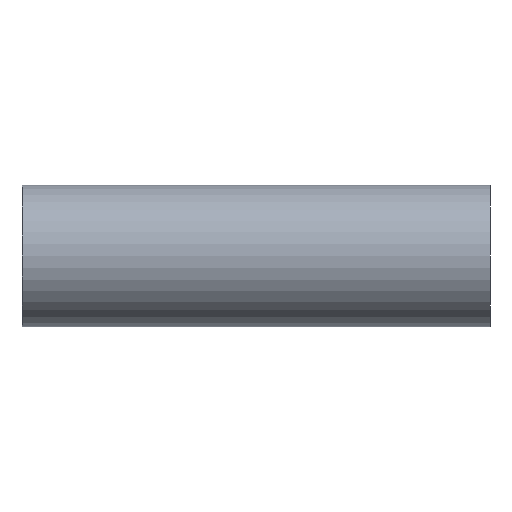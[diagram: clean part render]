
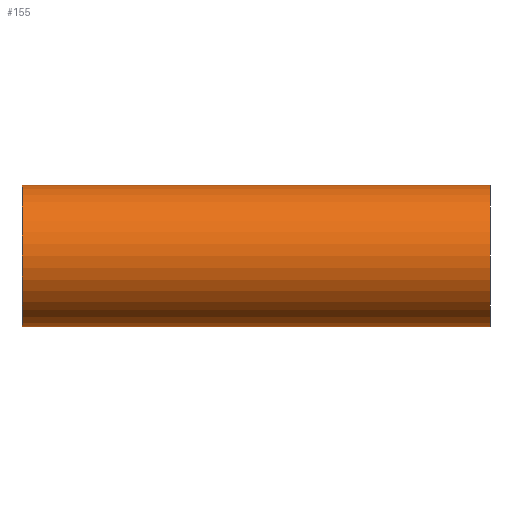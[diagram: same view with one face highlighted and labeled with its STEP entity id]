
A CAD part, left-side view. The second image highlights one B-rep face of the part: STEP entity #155.
In plain terms, the highlighted cylindrical face has radius 62.5 mm (diameter 125 mm), a partial arc.
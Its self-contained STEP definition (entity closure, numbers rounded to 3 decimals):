
#3 = VERTEX_POINT ( 'NONE', #277 ) ;
#9 = ORIENTED_EDGE ( 'NONE', *, *, #92, .F. ) ;
#10 = DIRECTION ( 'NONE',  ( 0., -1., 0. ) ) ;
#14 = VECTOR ( 'NONE', #212, 1000. ) ;
#16 = LINE ( 'NONE', #60, #281 ) ;
#36 = CYLINDRICAL_SURFACE ( 'NONE', #386, 62.5 ) ;
#40 = CIRCLE ( 'NONE', #318, 62.5 ) ;
#46 = VERTEX_POINT ( 'NONE', #462 ) ;
#56 = DIRECTION ( 'NONE',  ( 0., 0., 1. ) ) ;
#60 = CARTESIAN_POINT ( 'NONE',  ( 0., 412., 62.5 ) ) ;
#61 = ORIENTED_EDGE ( 'NONE', *, *, #344, .T. ) ;
#80 = EDGE_CURVE ( 'NONE', #194, #162, #16, .T. ) ;
#82 = ORIENTED_EDGE ( 'NONE', *, *, #412, .F. ) ;
#92 = EDGE_CURVE ( 'NONE', #138, #194, #40, .T. ) ;
#138 = VERTEX_POINT ( 'NONE', #375 ) ;
#142 = VERTEX_POINT ( 'NONE', #263 ) ;
#155 = ADVANCED_FACE ( 'NONE', ( #331 ), #36, .T. ) ;
#162 = VERTEX_POINT ( 'NONE', #338 ) ;
#164 = CARTESIAN_POINT ( 'NONE',  ( 0., 412., 62.5 ) ) ;
#165 = DIRECTION ( 'NONE',  ( 0., -1., 0. ) ) ;
#180 = AXIS2_PLACEMENT_3D ( 'NONE', #271, #415, #234 ) ;
#189 = CARTESIAN_POINT ( 'NONE',  ( 0., 412., 0. ) ) ;
#194 = VERTEX_POINT ( 'NONE', #222 ) ;
#202 = CARTESIAN_POINT ( 'NONE',  ( 0., 412., -62.5 ) ) ;
#212 = DIRECTION ( 'NONE',  ( 0., -1., 0. ) ) ;
#216 = DIRECTION ( 'NONE',  ( 0., 1., 0. ) ) ;
#222 = CARTESIAN_POINT ( 'NONE',  ( 0., 412., 62.5 ) ) ;
#234 = DIRECTION ( 'NONE',  ( 0., 0., 1. ) ) ;
#236 = VECTOR ( 'NONE', #316, 1000. ) ;
#245 = CARTESIAN_POINT ( 'NONE',  ( 0., 412., -62.5 ) ) ;
#263 = CARTESIAN_POINT ( 'NONE',  ( 0., 0., 62.5 ) ) ;
#271 = CARTESIAN_POINT ( 'NONE',  ( 0., 0., 0. ) ) ;
#274 = LINE ( 'NONE', #245, #236 ) ;
#277 = CARTESIAN_POINT ( 'NONE',  ( 0., 0., -62.5 ) ) ;
#278 = LINE ( 'NONE', #164, #14 ) ;
#281 = VECTOR ( 'NONE', #165, 1000. ) ;
#283 = CARTESIAN_POINT ( 'NONE',  ( 0., 412., 0. ) ) ;
#316 = DIRECTION ( 'NONE',  ( 0., -1., 0. ) ) ;
#318 = AXIS2_PLACEMENT_3D ( 'NONE', #283, #216, #56 ) ;
#321 = EDGE_CURVE ( 'NONE', #3, #142, #327, .T. ) ;
#327 = CIRCLE ( 'NONE', #180, 62.5 ) ;
#331 = FACE_OUTER_BOUND ( 'NONE', #343, .T. ) ;
#335 = DIRECTION ( 'NONE',  ( 0., -1., 0. ) ) ;
#338 = CARTESIAN_POINT ( 'NONE',  ( 0., 135., 62.5 ) ) ;
#341 = LINE ( 'NONE', #202, #480 ) ;
#343 = EDGE_LOOP ( 'NONE', ( #451, #9, #367, #61, #401, #82 ) ) ;
#344 = EDGE_CURVE ( 'NONE', #46, #3, #341, .T. ) ;
#367 = ORIENTED_EDGE ( 'NONE', *, *, #405, .T. ) ;
#375 = CARTESIAN_POINT ( 'NONE',  ( 0., 412., -62.5 ) ) ;
#386 = AXIS2_PLACEMENT_3D ( 'NONE', #189, #335, #433 ) ;
#401 = ORIENTED_EDGE ( 'NONE', *, *, #321, .T. ) ;
#405 = EDGE_CURVE ( 'NONE', #138, #46, #274, .T. ) ;
#412 = EDGE_CURVE ( 'NONE', #162, #142, #278, .T. ) ;
#415 = DIRECTION ( 'NONE',  ( 0., 1., 0. ) ) ;
#433 = DIRECTION ( 'NONE',  ( 0., 0., -1. ) ) ;
#451 = ORIENTED_EDGE ( 'NONE', *, *, #80, .F. ) ;
#462 = CARTESIAN_POINT ( 'NONE',  ( 0., 135., -62.5 ) ) ;
#480 = VECTOR ( 'NONE', #10, 1000. ) ;
